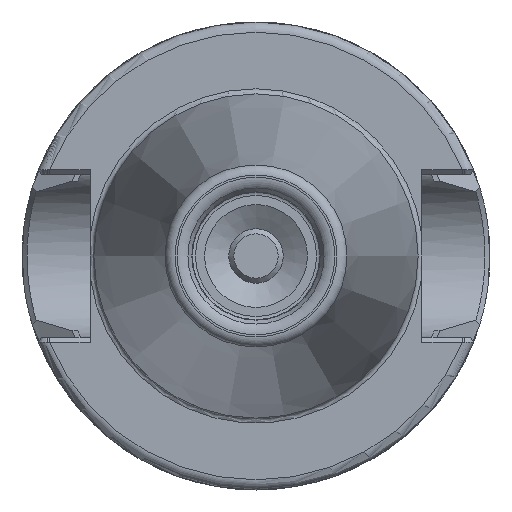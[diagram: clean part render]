
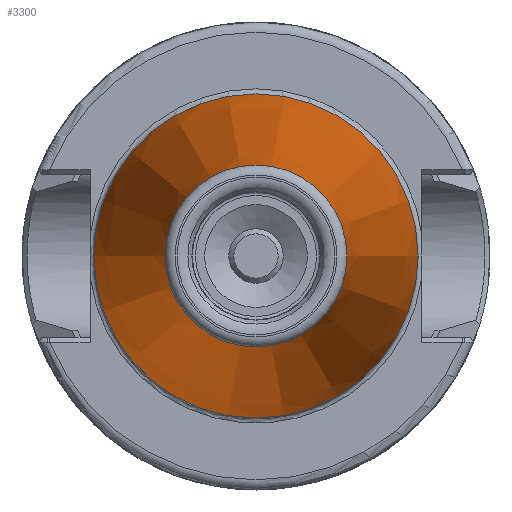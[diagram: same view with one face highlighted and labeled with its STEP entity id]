
A CAD part, left-side view. The second image highlights one B-rep face of the part: STEP entity #3300.
In plain terms, the highlighted conical face has half-angle 8.297 degrees and reference radius 12.437 mm.
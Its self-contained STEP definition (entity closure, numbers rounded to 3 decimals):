
#221=CIRCLE('',#3618,8.941);
#222=CIRCLE('',#3619,8.941);
#223=CIRCLE('',#3620,8.941);
#225=CIRCLE('',#3623,15.933);
#226=CIRCLE('',#3624,15.933);
#292=CONICAL_SURFACE('',#3622,12.437,0.145);
#383=FACE_OUTER_BOUND('',#586,.T.);
#586=EDGE_LOOP('',(#2591,#2592,#2593,#2594,#2595,#2596,#2597));
#845=LINE('',#5967,#1114);
#1114=VECTOR('',#4276,12.437);
#1466=VERTEX_POINT('',#5955);
#1467=VERTEX_POINT('',#5956);
#1468=VERTEX_POINT('',#5958);
#1469=VERTEX_POINT('',#5963);
#1470=VERTEX_POINT('',#5964);
#1865=EDGE_CURVE('',#1466,#1467,#221,.T.);
#1866=EDGE_CURVE('',#1468,#1466,#222,.T.);
#1867=EDGE_CURVE('',#1467,#1468,#223,.T.);
#1869=EDGE_CURVE('',#1469,#1470,#225,.T.);
#1870=EDGE_CURVE('',#1470,#1469,#226,.T.);
#1871=EDGE_CURVE('',#1470,#1468,#845,.T.);
#2591=ORIENTED_EDGE('',*,*,#1869,.F.);
#2592=ORIENTED_EDGE('',*,*,#1870,.F.);
#2593=ORIENTED_EDGE('',*,*,#1871,.T.);
#2594=ORIENTED_EDGE('',*,*,#1866,.T.);
#2595=ORIENTED_EDGE('',*,*,#1865,.T.);
#2596=ORIENTED_EDGE('',*,*,#1867,.T.);
#2597=ORIENTED_EDGE('',*,*,#1871,.F.);
#3300=ADVANCED_FACE('',(#383),#292,.T.);
#3618=AXIS2_PLACEMENT_3D('',#5957,#4262,#4263);
#3619=AXIS2_PLACEMENT_3D('',#5959,#4264,#4265);
#3620=AXIS2_PLACEMENT_3D('',#5960,#4266,#4267);
#3622=AXIS2_PLACEMENT_3D('',#5962,#4270,#4271);
#3623=AXIS2_PLACEMENT_3D('',#5965,#4272,#4273);
#3624=AXIS2_PLACEMENT_3D('',#5966,#4274,#4275);
#4262=DIRECTION('center_axis',(1.,0.,0.));
#4263=DIRECTION('ref_axis',(0.,0.,-1.));
#4264=DIRECTION('center_axis',(1.,0.,0.));
#4265=DIRECTION('ref_axis',(0.,0.,-1.));
#4266=DIRECTION('center_axis',(1.,0.,0.));
#4267=DIRECTION('ref_axis',(0.,0.,-1.));
#4270=DIRECTION('center_axis',(1.,0.,0.));
#4271=DIRECTION('ref_axis',(0.,1.,0.));
#4272=DIRECTION('center_axis',(1.,0.,0.));
#4273=DIRECTION('ref_axis',(0.,0.,-1.));
#4274=DIRECTION('center_axis',(1.,0.,0.));
#4275=DIRECTION('ref_axis',(0.,0.,-1.));
#4276=DIRECTION('',(-0.99,0.144,0.));
#5955=CARTESIAN_POINT('',(-47.944,8.941,0.));
#5956=CARTESIAN_POINT('',(-47.944,0.,8.941));
#5957=CARTESIAN_POINT('Origin',(-47.944,0.,
0.));
#5958=CARTESIAN_POINT('',(-47.944,-8.941,0.));
#5959=CARTESIAN_POINT('Origin',(-47.944,0.,
0.));
#5960=CARTESIAN_POINT('Origin',(-47.944,0.,
0.));
#5962=CARTESIAN_POINT('Origin',(-23.972,0.,
0.));
#5963=CARTESIAN_POINT('',(0.,15.933,0.));
#5964=CARTESIAN_POINT('',(0.,-15.933,0.));
#5965=CARTESIAN_POINT('Origin',(0.,0.,
0.));
#5966=CARTESIAN_POINT('Origin',(0.,0.,
0.));
#5967=CARTESIAN_POINT('',(-23.972,-12.437,0.));
